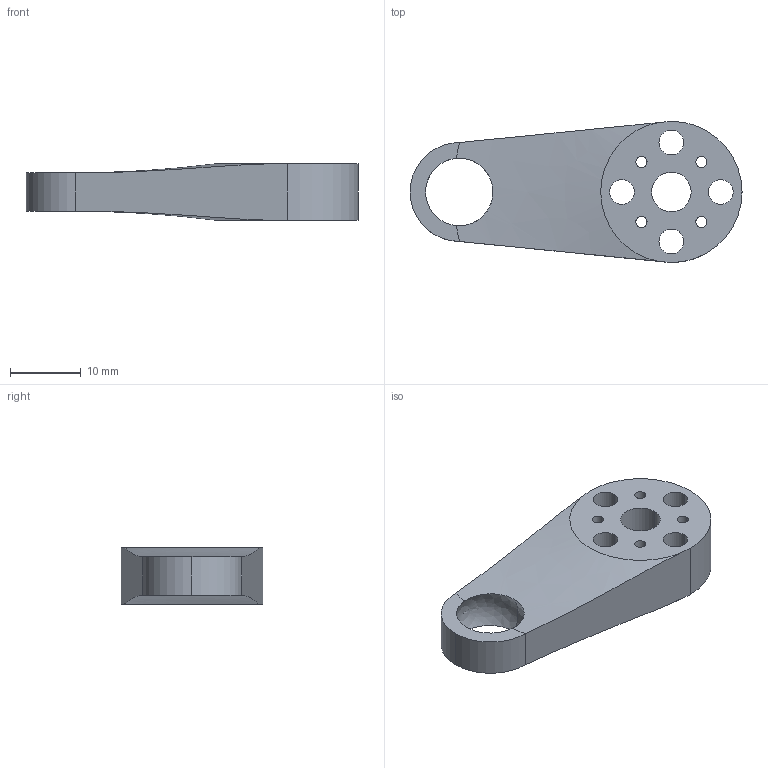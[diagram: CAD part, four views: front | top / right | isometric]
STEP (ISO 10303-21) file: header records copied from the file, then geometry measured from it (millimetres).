
FILE_DESCRIPTION (( 'STEP AP203' ), '1' );
FILE_NAME ('ServoHorn.STEP', '2019-12-01T19:48:14', ( '' ), ( '' ), 'SwSTEP 2.0', 'SolidWorks 2019', '' );
FILE_SCHEMA (( 'CONFIG_CONTROL_DESIGN' ));
Length unit declared in the file: millimetre
Products named in the file (1): ServoHorn
Bounding box: 47 x 20 x 8 mm (x, y, z)
Volume: 4144.2 mm3; surface area: 2815.3 mm2
Topology: 1 solids, 1 shells, 33 faces, 104 edges, 69 vertices
Faces by surface type: cylinder 22, plane 7, sphere 2, bspline 2
Entity records: 1574 total; most frequent: CARTESIAN_POINT 531, DIRECTION 211, ORIENTED_EDGE 198, EDGE_CURVE 99, AXIS2_PLACEMENT_3D 88, VERTEX_POINT 66, CIRCLE 56, EDGE_LOOP 51
